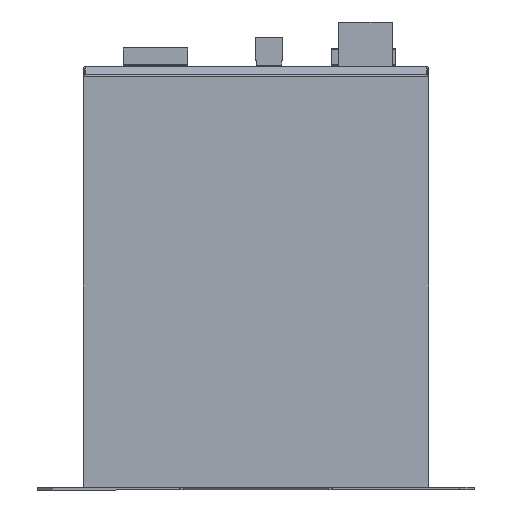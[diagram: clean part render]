
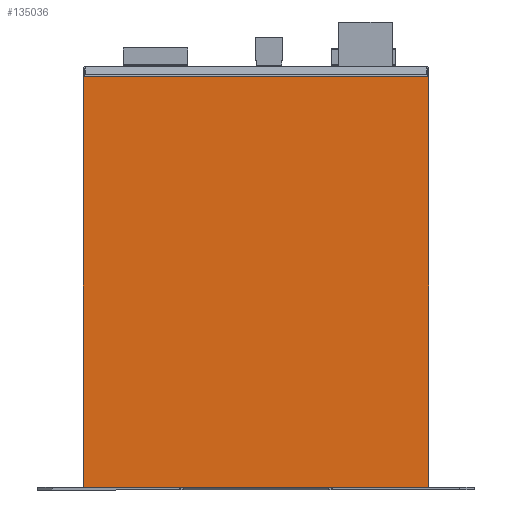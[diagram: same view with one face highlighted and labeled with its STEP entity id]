
A CAD part, left-side view. The second image highlights one B-rep face of the part: STEP entity #135036.
In plain terms, the highlighted face is planar.
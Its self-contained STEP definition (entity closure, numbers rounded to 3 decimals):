
#9801=PLANE('',#143557);
#15406=FACE_OUTER_BOUND('',#23168,.T.);
#23168=EDGE_LOOP('',(#98641,#98642,#98643,#98644,#98645,#98646));
#32964=LINE('',#191234,#47673);
#32967=LINE('',#191241,#47676);
#32968=LINE('',#191243,#47677);
#32969=LINE('',#191245,#47678);
#32970=LINE('',#191246,#47679);
#32971=LINE('',#191247,#47680);
#47673=VECTOR('',#156419,1.1);
#47676=VECTOR('',#156424,190.5);
#47677=VECTOR('',#156425,226.157);
#47678=VECTOR('',#156426,1.1);
#47679=VECTOR('',#156427,188.3);
#47680=VECTOR('',#156428,226.157);
#64290=VERTEX_POINT('',#191231);
#64291=VERTEX_POINT('',#191233);
#64293=VERTEX_POINT('',#191239);
#64294=VERTEX_POINT('',#191240);
#64295=VERTEX_POINT('',#191242);
#64296=VERTEX_POINT('',#191244);
#77649=EDGE_CURVE('',#64291,#64290,#32964,.T.);
#77652=EDGE_CURVE('',#64293,#64294,#32967,.T.);
#77653=EDGE_CURVE('',#64295,#64293,#32968,.T.);
#77654=EDGE_CURVE('',#64295,#64296,#32969,.T.);
#77655=EDGE_CURVE('',#64296,#64291,#32970,.T.);
#77656=EDGE_CURVE('',#64294,#64290,#32971,.T.);
#98641=ORIENTED_EDGE('',*,*,#77652,.F.);
#98642=ORIENTED_EDGE('',*,*,#77653,.F.);
#98643=ORIENTED_EDGE('',*,*,#77654,.T.);
#98644=ORIENTED_EDGE('',*,*,#77655,.T.);
#98645=ORIENTED_EDGE('',*,*,#77649,.T.);
#98646=ORIENTED_EDGE('',*,*,#77656,.F.);
#135036=ADVANCED_FACE('',(#15406),#9801,.T.);
#143557=AXIS2_PLACEMENT_3D('',#191238,#156422,#156423);
#156419=DIRECTION('',(1.,0.,0.));
#156422=DIRECTION('center_axis',(0.,0.,
-1.));
#156423=DIRECTION('ref_axis',(-1.,0.,0.));
#156424=DIRECTION('',(1.,0.,0.));
#156425=DIRECTION('',(0.,-1.,0.));
#156426=DIRECTION('',(1.,0.,0.));
#156427=DIRECTION('',(1.,0.,0.));
#156428=DIRECTION('',(0.,1.,0.));
#191231=CARTESIAN_POINT('',(-298.252,-4.842,-51.491));
#191233=CARTESIAN_POINT('',(-299.352,-4.842,-51.491));
#191234=CARTESIAN_POINT('',(-393.502,-4.842,-51.491));
#191238=CARTESIAN_POINT('Origin',(-393.502,-117.378,-51.491));
#191239=CARTESIAN_POINT('',(-488.752,-230.999,-51.491));
#191240=CARTESIAN_POINT('',(-298.252,-230.999,-51.491));
#191241=CARTESIAN_POINT('',(-488.752,-230.999,-51.491));
#191242=CARTESIAN_POINT('',(-488.752,-4.842,-51.491));
#191243=CARTESIAN_POINT('',(-488.752,-4.842,-51.491));
#191244=CARTESIAN_POINT('',(-487.652,-4.842,-51.491));
#191245=CARTESIAN_POINT('',(-393.502,-4.842,-51.491));
#191246=CARTESIAN_POINT('',(-393.502,-4.842,-51.491));
#191247=CARTESIAN_POINT('',(-298.252,-0.947,-51.491));
